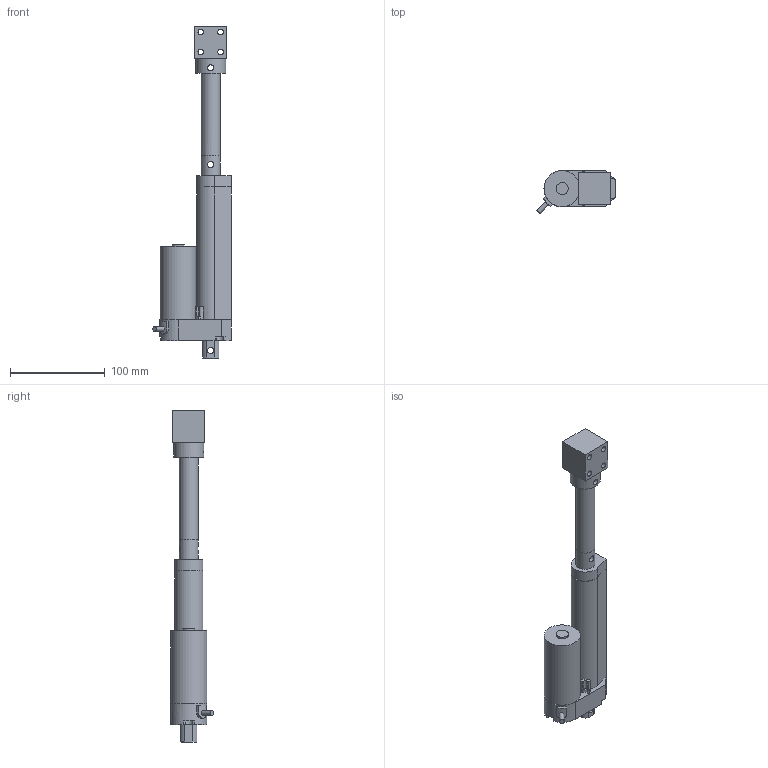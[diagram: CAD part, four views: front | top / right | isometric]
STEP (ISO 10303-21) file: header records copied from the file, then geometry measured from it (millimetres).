
FILE_DESCRIPTION(/* description */ (''),/* implementation_level */ '2;1');
FILE_NAME(/* name */ 'Linear_actuator_assemble1 v2.step',/* time_stamp */ '2023-07-20T11:03:42+05:30',/* author */ (''),/* organization */ (''),/* preprocessor_version */ 'ST-DEVELOPER v19.2',/* originating_system */ 'Autodesk Translation Framework v12.6.0.85',/* authorisation */ '');
FILE_SCHEMA (('AUTOMOTIVE_DESIGN { 1 0 10303 214 3 1 1 }'));
Length unit declared in the file: millimetre
Products named in the file (3): Linear_actuator_assemble1; LinearActuator-100mm-1500N-5.7mms v4; bracket_linear_actuator
Assembly tree (2 placements, depth 2):
  Linear_actuator_assemble1
    LinearActuator-100mm-1500N-5.7mms v4
    bracket_linear_actuator
Bounding box: 82.92 x 45.33 x 351.27 mm (x, y, z)
Volume: 368991 mm3; surface area: 59594.9 mm2
Topology: 3 solids, 3 shells, 104 faces, 263 edges, 177 vertices
Faces by surface type: plane 53, cylinder 44, cone 6, bspline 1
Full cylindrical faces by diameter (mm): 5 x1, 6 x4, 6.5 x5, 12.8 x1, 20.1 x3, 32 x1, 38.1 x1
Entity records: 3880 total; most frequent: CARTESIAN_POINT 1149, DIRECTION 562, ORIENTED_EDGE 526, EDGE_CURVE 263, AXIS2_PLACEMENT_3D 211, VERTEX_POINT 177, LINE 140, VECTOR 140
